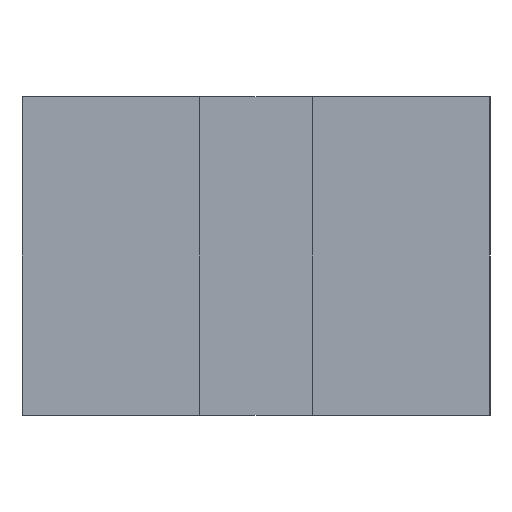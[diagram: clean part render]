
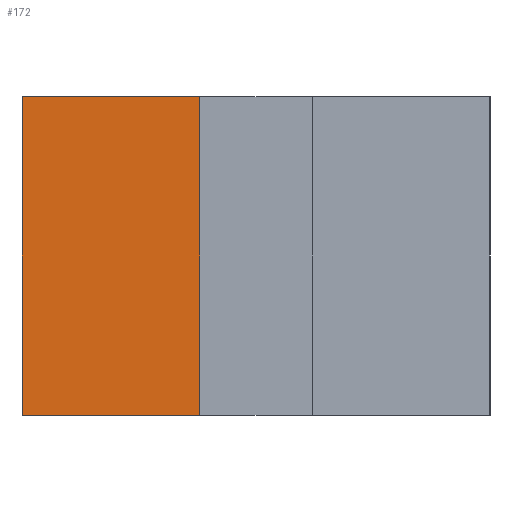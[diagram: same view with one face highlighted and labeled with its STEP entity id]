
A CAD part, left-side view. The second image highlights one B-rep face of the part: STEP entity #172.
In plain terms, the highlighted planar face has unit normal (-1, 0, 0).
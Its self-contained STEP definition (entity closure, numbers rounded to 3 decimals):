
#172 = ADVANCED_FACE( '', ( #321 ), #322, .F. );
#321 = FACE_OUTER_BOUND( '', #505, .T. );
#322 = PLANE( '', #506 );
#505 = EDGE_LOOP( '', ( #793, #794, #795, #796 ) );
#506 = AXIS2_PLACEMENT_3D( '', #797, #798, #799 );
#793 = ORIENTED_EDGE( '', *, *, #1276, .T. );
#794 = ORIENTED_EDGE( '', *, *, #1277, .T. );
#795 = ORIENTED_EDGE( '', *, *, #1249, .F. );
#796 = ORIENTED_EDGE( '', *, *, #1278, .T. );
#797 = CARTESIAN_POINT( '', ( -1., 0.625, 0.425 ) );
#798 = DIRECTION( '', ( 1., 0., 0. ) );
#799 = DIRECTION( '', ( 0., 0., -1. ) );
#1249 = EDGE_CURVE( '', #1552, #1554, #1555, .T. );
#1276 = EDGE_CURVE( '', #1598, #1599, #1600, .T. );
#1277 = EDGE_CURVE( '', #1599, #1554, #1601, .T. );
#1278 = EDGE_CURVE( '', #1552, #1598, #1602, .T. );
#1552 = VERTEX_POINT( '', #2208 );
#1554 = VERTEX_POINT( '', #2211 );
#1555 = LINE( '', #2212, #2213 );
#1598 = VERTEX_POINT( '', #2277 );
#1599 = VERTEX_POINT( '', #2278 );
#1600 = LINE( '', #2279, #2280 );
#1601 = LINE( '', #2281, #2282 );
#1602 = LINE( '', #2283, #2284 );
#2208 = CARTESIAN_POINT( '', ( -1., 0.625, 0.425 ) );
#2211 = CARTESIAN_POINT( '', ( -1., 0.15, 0.425 ) );
#2212 = CARTESIAN_POINT( '', ( -1., 0.625, 0.425 ) );
#2213 = VECTOR( '', #2605, 1000. );
#2277 = CARTESIAN_POINT( '', ( -1., 0.625, -0.425 ) );
#2278 = CARTESIAN_POINT( '', ( -1., 0.15, -0.425 ) );
#2279 = CARTESIAN_POINT( '', ( -1., 0.625, -0.425 ) );
#2280 = VECTOR( '', #2627, 1000. );
#2281 = CARTESIAN_POINT( '', ( -1., 0.15, -2.082 ) );
#2282 = VECTOR( '', #2628, 1000. );
#2283 = CARTESIAN_POINT( '', ( -1., 0.625, 0.425 ) );
#2284 = VECTOR( '', #2629, 1000. );
#2605 = DIRECTION( '', ( 0., -1., 0. ) );
#2627 = DIRECTION( '', ( 0., -1., 0. ) );
#2628 = DIRECTION( '', ( 0., 0., 1. ) );
#2629 = DIRECTION( '', ( 0., 0., -1. ) );
